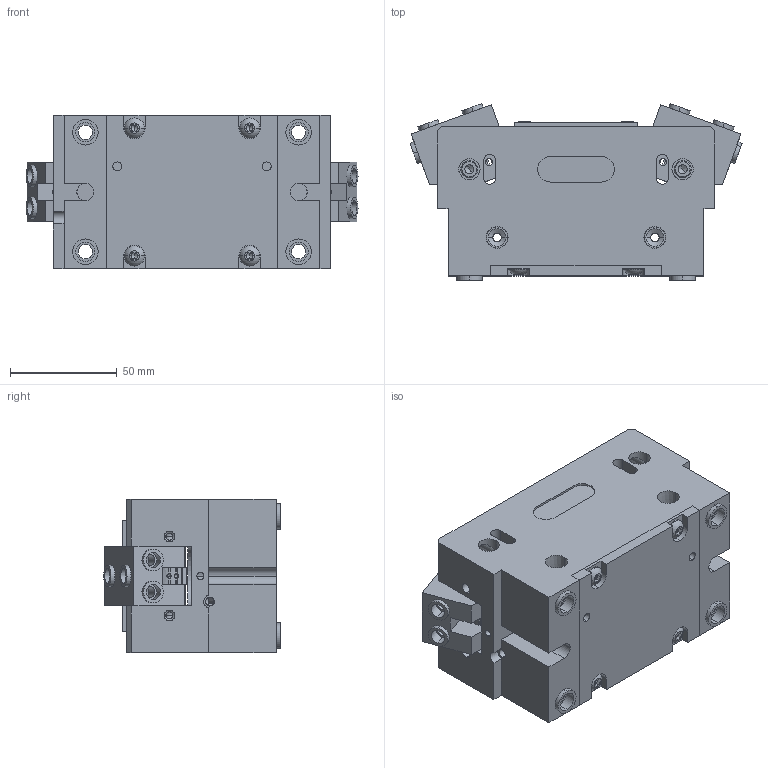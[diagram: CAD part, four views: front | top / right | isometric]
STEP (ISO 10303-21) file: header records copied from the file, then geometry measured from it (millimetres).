
FILE_DESCRIPTION (( 'STEP AP214' ), '1' );
FILE_NAME ('2AG 060.STEP', '2012-03-05T00:42:47', ( 'xw4600' ), ( '' ), 'SwSTEP 2.0', 'SolidWorks 2010', '' );
FILE_SCHEMA (( 'AUTOMOTIVE_DESIGN' ));
Length unit declared in the file: millimetre
Products named in the file (12): DMT-2AG-060-01_Default; DMT-2AG-060-02_Default; DMT-2AG-060-05_Default; DMT-2AG-060-06_Default; DMT-2AG-060-07_Default; DMT-2AG-060-09_Default; DMT-2AG-060-11_Default; DMT-2AG-060-12_Default; ISO 10642 - M3 x 8 --- 8N_PreviewCfg; ISO 7380 - M5 x 16 --- 16N_PreviewCfg; Parallel Pin_KS 1320 PP- 4 x 24; 2AG 060
Assembly tree (31 placements, depth 2):
  2AG 060
    DMT-2AG-060-11_Default  x8
    DMT-2AG-060-07_Default  x2
    ISO 10642 - M3 x 8 --- 8N_PreviewCfg  x4
    ISO 7380 - M5 x 16 --- 16N_PreviewCfg  x4
    DMT-2AG-060-06_Default
    DMT-2AG-060-05_Default
    DMT-2AG-060-12_Default  x4
    DMT-2AG-060-02_Default  x2
    DMT-2AG-060-01_Default
    DMT-2AG-060-09_Default  x2
    Parallel Pin_KS 1320 PP- 4 x 24  x2
Bounding box: 155.71 x 82.84 x 72 mm (x, y, z)
Volume: 484027.7 mm3; surface area: 130230.2 mm2
Topology: 31 solids, 31 shells, 934 faces, 2292 edges, 1386 vertices
Faces by surface type: cylinder 385, plane 344, cone 161, torus 36, sphere 8
Entity records: 19267 total; most frequent: CARTESIAN_POINT 4179, DIRECTION 3083, ORIENTED_EDGE 2768, EDGE_CURVE 1384, AXIS2_PLACEMENT_3D 1178, VERTEX_POINT 866, LINE 727, VECTOR 727
